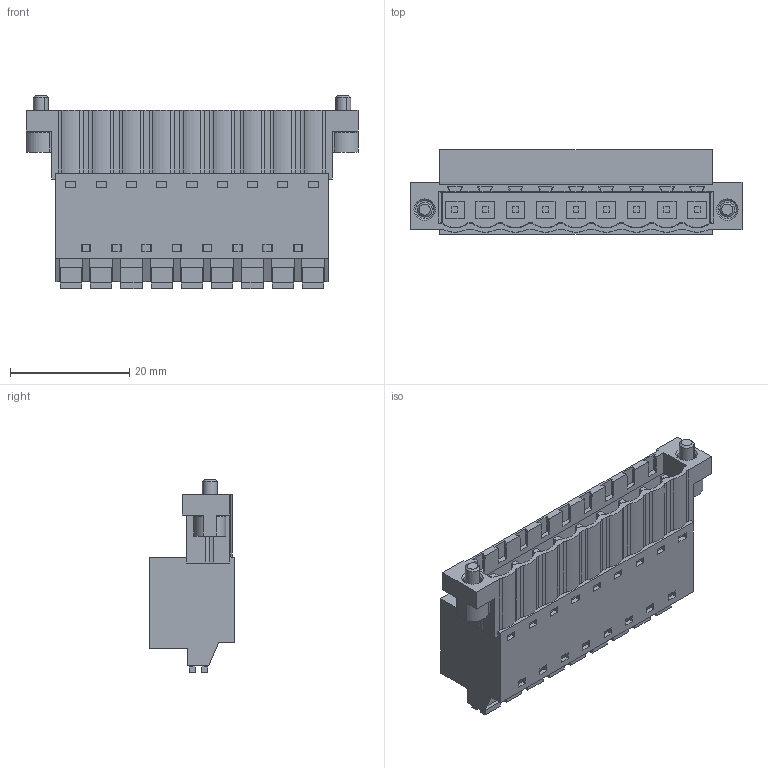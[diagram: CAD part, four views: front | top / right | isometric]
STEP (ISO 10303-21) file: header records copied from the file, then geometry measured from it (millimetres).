
FILE_DESCRIPTION(('CATIA V5 STEP Exchange','CAx-IF Rec.Pracs.--- Model Styling and Organization---1.4--- 2014-01-23'),'2;1');
FILE_NAME ('011725-2_0_1336120000_1336120000.stp','2022-05-23T12:43:16+00:00',('none'),('Weidmueller'),'CATIA Version 5-6 Release 2016 SP3 HF44','CATIA V5 STEP AP214','none');
FILE_SCHEMA(('AUTOMOTIVE_DESIGN { 1 0 10303 214 1 1 1 1 }'));
Length unit declared in the file: millimetre
Products named in the file (1): 1336120000
Bounding box: 55.72 x 14.2 x 32.4 mm (x, y, z)
Volume: 10479.9 mm3; surface area: 9859.7 mm2
Topology: 21 solids, 21 shells, 988 faces, 2594 edges, 1698 vertices
Faces by surface type: plane 833, cylinder 113, cone 20, extrusion 18, torus 4
Entity records: 28794 total; most frequent: CARTESIAN_POINT 6102, ORIENTED_EDGE 5188, DIRECTION 3654, EDGE_CURVE 2594, VECTOR 2289, LINE 2271, VERTEX_POINT 1698, EDGE_LOOP 1092
